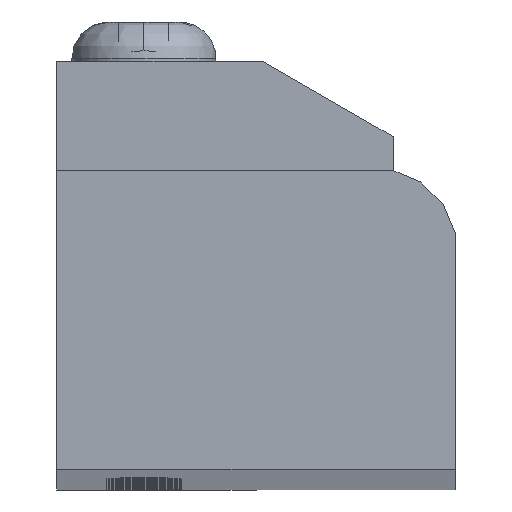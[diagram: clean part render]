
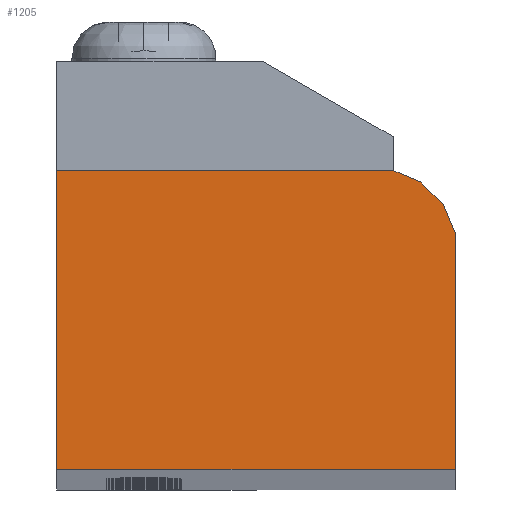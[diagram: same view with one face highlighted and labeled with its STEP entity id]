
A CAD part, top view. The second image highlights one B-rep face of the part: STEP entity #1205.
In plain terms, the highlighted planar face has unit normal (0, 0, 1).
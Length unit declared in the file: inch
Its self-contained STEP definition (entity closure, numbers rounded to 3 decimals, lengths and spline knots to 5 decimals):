
#838=CARTESIAN_POINT('',(0.0,0.0,30.));
#839=VERTEX_POINT('',#838);
#840=CARTESIAN_POINT('',(0.,0.75,30.));
#841=VERTEX_POINT('',#840);
#842=CARTESIAN_POINT('',(0.0,0.0,30.));
#843=DIRECTION('',(0.0,1.0,0.0));
#844=VECTOR('',#843,0.75);
#845=LINE('',#842,#844);
#846=EDGE_CURVE('',#839,#841,#845,.T.);
#884=CARTESIAN_POINT('',(0.84044,0.75,30.));
#885=VERTEX_POINT('',#884);
#886=CARTESIAN_POINT('',(0.,0.75,30.));
#887=DIRECTION('',(1.0,0.0,0.0));
#888=VECTOR('',#887,0.84044);
#889=LINE('',#886,#888);
#890=EDGE_CURVE('',#841,#885,#889,.T.);
#975=CARTESIAN_POINT('',(0.91282,0.72002,30.));
#976=VERTEX_POINT('',#975);
#977=CARTESIAN_POINT('',(0.84044,0.75,30.));
#978=DIRECTION('',(0.924,-0.383,0.0));
#979=VECTOR('',#978,0.07834);
#980=LINE('',#977,#979);
#981=EDGE_CURVE('',#885,#976,#980,.T.);
#1006=CARTESIAN_POINT('',(0.96939,0.66345,30.));
#1007=VERTEX_POINT('',#1006);
#1008=CARTESIAN_POINT('',(0.91282,0.72002,30.));
#1009=DIRECTION('',(0.707,-0.707,0.0));
#1010=VECTOR('',#1009,0.08);
#1011=LINE('',#1008,#1010);
#1012=EDGE_CURVE('',#976,#1007,#1011,.T.);
#1037=CARTESIAN_POINT('',(1.0,0.58954,30.));
#1038=VERTEX_POINT('',#1037);
#1039=CARTESIAN_POINT('',(0.96939,0.66345,30.));
#1040=DIRECTION('',(0.383,-0.924,0.0));
#1041=VECTOR('',#1040,0.08);
#1042=LINE('',#1039,#1041);
#1043=EDGE_CURVE('',#1007,#1038,#1042,.T.);
#1068=CARTESIAN_POINT('',(1.0,0.,30.));
#1069=VERTEX_POINT('',#1068);
#1070=CARTESIAN_POINT('',(1.0,0.58954,30.));
#1071=DIRECTION('',(0.0,-1.0,0.0));
#1072=VECTOR('',#1071,0.58954);
#1073=LINE('',#1070,#1072);
#1074=EDGE_CURVE('',#1038,#1069,#1073,.T.);
#1099=CARTESIAN_POINT('',(1.0,0.,30.));
#1100=DIRECTION('',(-1.0,0.0,0.0));
#1101=VECTOR('',#1100,1.0);
#1102=LINE('',#1099,#1101);
#1103=EDGE_CURVE('',#1069,#839,#1102,.T.);
#1191=CARTESIAN_POINT('',(0.48721,0.36521,30.));
#1192=DIRECTION('',(0.0,0.0,1.0));
#1193=DIRECTION('',(1.0,0.0,0.0));
#1194=AXIS2_PLACEMENT_3D('',#1191,#1192,#1193);
#1195=PLANE('',#1194);
#1196=ORIENTED_EDGE('',*,*,#846,.F.);
#1197=ORIENTED_EDGE('',*,*,#1103,.F.);
#1198=ORIENTED_EDGE('',*,*,#1074,.F.);
#1199=ORIENTED_EDGE('',*,*,#1043,.F.);
#1200=ORIENTED_EDGE('',*,*,#1012,.F.);
#1201=ORIENTED_EDGE('',*,*,#981,.F.);
#1202=ORIENTED_EDGE('',*,*,#890,.F.);
#1203=EDGE_LOOP('',(#1196,#1197,#1198,#1199,#1200,#1201,#1202));
#1204=FACE_OUTER_BOUND('',#1203,.T.);
#1205=ADVANCED_FACE('',(#1204),#1195,.T.);
